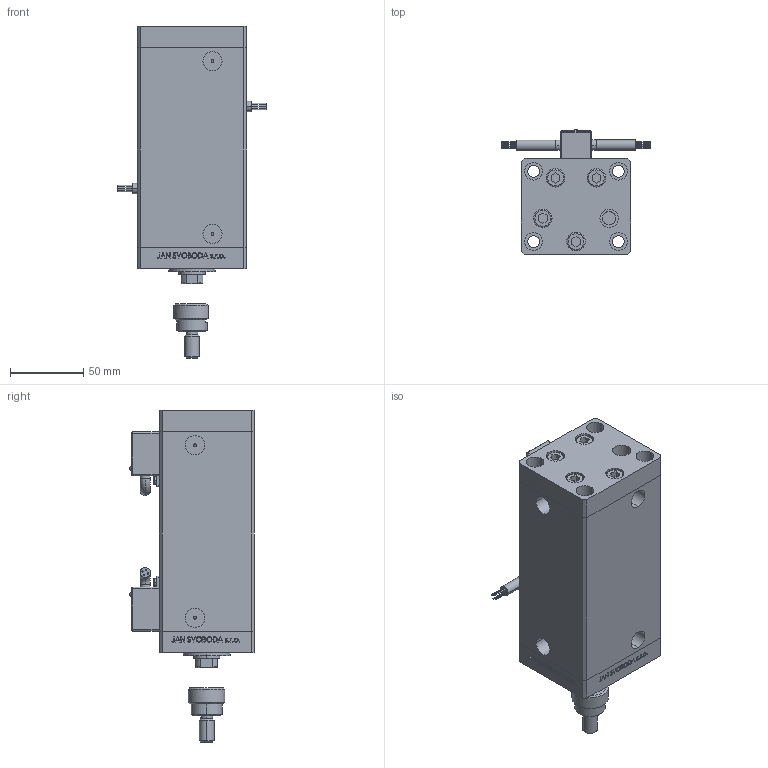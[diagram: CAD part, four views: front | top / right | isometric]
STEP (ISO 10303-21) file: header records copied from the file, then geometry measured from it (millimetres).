
FILE_DESCRIPTION (( 'STEP AP203' ), '1' );
FILE_NAME ('b7a9.STEP', '2024-01-09T02:09:51', ( '' ), ( '' ), 'SwSTEP 2.0', 'SolidWorks 2019', '' );
FILE_SCHEMA (( 'CONFIG_CONTROL_DESIGN' ));
Length unit declared in the file: millimetre
Products named in the file (9): ALLEN BOLT c8a29af02413477f87c85e7450f05c39; V220C_VC_C c8a29af02413477f87c85e7450f05c39; DFA c8a29af02413477f87c85e7450f05c39; b7a9; V220C_C MIDDLE c8a29af02413477f87c85e7450f05c39; V220C FRONT c8a29af02413477f87c85e7450f05c39; V220C BACK_C c8a29af02413477f87c85e7450f05c39; FEMALE_PART_FOR_DFA c8a29af02413477f87c85e7450f05c39; Magnetic_Switch_MSU4 c8a29af02413477f87c85e7450f05c39
Assembly tree (17 placements, depth 3):
  b7a9
    ALLEN BOLT c8a29af02413477f87c85e7450f05c39  x9
    V220C_C MIDDLE c8a29af02413477f87c85e7450f05c39
    V220C FRONT c8a29af02413477f87c85e7450f05c39
    Magnetic_Switch_MSU4 c8a29af02413477f87c85e7450f05c39  x2
    V220C_VC_C c8a29af02413477f87c85e7450f05c39
    V220C BACK_C c8a29af02413477f87c85e7450f05c39
    DFA c8a29af02413477f87c85e7450f05c39
      FEMALE_PART_FOR_DFA c8a29af02413477f87c85e7450f05c39
Bounding box: 101.6 x 85.1 x 226.8 mm (x, y, z)
Volume: 720934.6 mm3; surface area: 158429.9 mm2
Topology: 16 solids, 18 shells, 1416 faces, 3457 edges, 2239 vertices
Faces by surface type: plane 632, bspline 380, cylinder 274, cone 58, torus 48, sphere 24
Entity records: 53857 total; most frequent: CARTESIAN_POINT 27507, ORIENTED_EDGE 5700, DIRECTION 4064, EDGE_CURVE 2850, VERTEX_POINT 1878, VECTOR 1618, LINE 1618, EDGE_LOOP 1346
